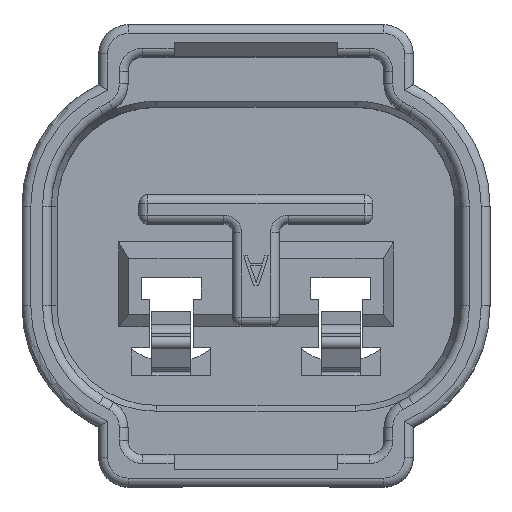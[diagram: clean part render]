
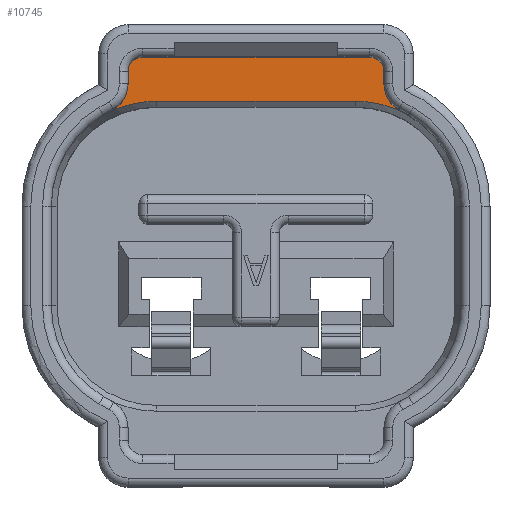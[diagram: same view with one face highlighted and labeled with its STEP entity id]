
A CAD part, top view. The second image highlights one B-rep face of the part: STEP entity #10745.
In plain terms, the highlighted planar face has unit normal (0, 0, 1).
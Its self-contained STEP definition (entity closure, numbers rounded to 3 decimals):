
#16 = EDGE_CURVE ( 'NONE', #8668, #10066, #12805, .T. ) ;
#110 = LINE ( 'NONE', #11884, #6230 ) ;
#140 = CARTESIAN_POINT ( 'NONE',  ( 3.875, 6.3, 5.75 ) ) ;
#182 = AXIS2_PLACEMENT_3D ( 'NONE', #12204, #7282, #1109 ) ;
#208 = DIRECTION ( 'NONE',  ( 0., 0., 1. ) ) ;
#280 = CARTESIAN_POINT ( 'NONE',  ( 3.875, 6.8, 5.75 ) ) ;
#433 = VECTOR ( 'NONE', #10907, 1000. ) ;
#561 = CARTESIAN_POINT ( 'NONE',  ( -4.87, 5.01, 5.75 ) ) ;
#792 = LINE ( 'NONE', #7698, #1265 ) ;
#900 = VERTEX_POINT ( 'NONE', #11120 ) ;
#1057 = ORIENTED_EDGE ( 'NONE', *, *, #2831, .T. ) ;
#1072 = CARTESIAN_POINT ( 'NONE',  ( 5.375, 5.874, 5.75 ) ) ;
#1109 = DIRECTION ( 'NONE',  ( 0., 1., 0. ) ) ;
#1207 = CARTESIAN_POINT ( 'NONE',  ( -2.5, 6.8, 5.75 ) ) ;
#1265 = VECTOR ( 'NONE', #5932, 1000. ) ;
#1269 = LINE ( 'NONE', #280, #6807 ) ;
#1288 = PLANE ( 'NONE',  #5400 ) ;
#1438 = DIRECTION ( 'NONE',  ( 0., 0., -1. ) ) ;
#1578 = CARTESIAN_POINT ( 'NONE',  ( 4.375, 6.3, 5.75 ) ) ;
#1604 = CARTESIAN_POINT ( 'NONE',  ( -3.875, 6.3, 5.75 ) ) ;
#1802 = DIRECTION ( 'NONE',  ( 0., 1., 0. ) ) ;
#1871 = VECTOR ( 'NONE', #2619, 1000. ) ;
#1911 = EDGE_CURVE ( 'NONE', #6852, #4146, #5504, .T. ) ;
#2016 = ORIENTED_EDGE ( 'NONE', *, *, #8581, .T. ) ;
#2238 = ORIENTED_EDGE ( 'NONE', *, *, #4649, .T. ) ;
#2256 = ORIENTED_EDGE ( 'NONE', *, *, #10240, .T. ) ;
#2267 = ORIENTED_EDGE ( 'NONE', *, *, #16, .T. ) ;
#2285 = DIRECTION ( 'NONE',  ( 1., 0., 0. ) ) ;
#2303 = CIRCLE ( 'NONE', #6480, 1. ) ;
#2525 = CARTESIAN_POINT ( 'NONE',  ( 5.217, 4.808, 5.75 ) ) ;
#2540 = ORIENTED_EDGE ( 'NONE', *, *, #6024, .T. ) ;
#2619 = DIRECTION ( 'NONE',  ( 0., 1., 0. ) ) ;
#2753 = AXIS2_PLACEMENT_3D ( 'NONE', #8060, #10215, #5049 ) ;
#2831 = EDGE_CURVE ( 'NONE', #8258, #9882, #6171, .T. ) ;
#2867 = ORIENTED_EDGE ( 'NONE', *, *, #6218, .T. ) ;
#2874 = EDGE_CURVE ( 'NONE', #9882, #900, #1269, .T. ) ;
#3096 = CARTESIAN_POINT ( 'NONE',  ( -2.5, 6.8, 5.75 ) ) ;
#3128 = ORIENTED_EDGE ( 'NONE', *, *, #1911, .T. ) ;
#3207 = AXIS2_PLACEMENT_3D ( 'NONE', #1604, #5612, #1802 ) ;
#3258 = CARTESIAN_POINT ( 'NONE',  ( -3.875, 6.8, 5.75 ) ) ;
#3375 = CARTESIAN_POINT ( 'NONE',  ( 3.4, 5.3, 5.75 ) ) ;
#3419 = CARTESIAN_POINT ( 'NONE',  ( -3.4, 5.3, 5.75 ) ) ;
#3445 = DIRECTION ( 'NONE',  ( 0., -1., 0. ) ) ;
#3668 = DIRECTION ( 'NONE',  ( -0.863, -0.505, 0. ) ) ;
#3671 = CARTESIAN_POINT ( 'NONE',  ( -5.375, 5.874, 5.75 ) ) ;
#4146 = VERTEX_POINT ( 'NONE', #7467 ) ;
#4151 = EDGE_CURVE ( 'NONE', #4728, #8668, #6551, .T. ) ;
#4181 = CARTESIAN_POINT ( 'NONE',  ( 0., 0., 5.75 ) ) ;
#4300 = LINE ( 'NONE', #5350, #7181 ) ;
#4649 = EDGE_CURVE ( 'NONE', #9284, #4728, #6716, .T. ) ;
#4728 = VERTEX_POINT ( 'NONE', #561 ) ;
#5011 = ORIENTED_EDGE ( 'NONE', *, *, #4151, .T. ) ;
#5049 = DIRECTION ( 'NONE',  ( -0.505, 0.863, 0. ) ) ;
#5298 = VERTEX_POINT ( 'NONE', #5921 ) ;
#5350 = CARTESIAN_POINT ( 'NONE',  ( -4.375, 6.3, 5.75 ) ) ;
#5400 = AXIS2_PLACEMENT_3D ( 'NONE', #4181, #6215, #2285 ) ;
#5455 = DIRECTION ( 'NONE',  ( -0.505, -0.863, 0. ) ) ;
#5504 = CIRCLE ( 'NONE', #3207, 0.5 ) ;
#5575 = ORIENTED_EDGE ( 'NONE', *, *, #12619, .T. ) ;
#5612 = DIRECTION ( 'NONE',  ( 0., 0., 1. ) ) ;
#5728 = VECTOR ( 'NONE', #11284, 1000. ) ;
#5921 = CARTESIAN_POINT ( 'NONE',  ( 4.87, 5.01, 5.75 ) ) ;
#5932 = DIRECTION ( 'NONE',  ( -1., 0., 0. ) ) ;
#6024 = EDGE_CURVE ( 'NONE', #9697, #7415, #11521, .T. ) ;
#6137 = DIRECTION ( 'NONE',  ( -1., 0., 0. ) ) ;
#6171 = CIRCLE ( 'NONE', #8052, 0.5 ) ;
#6192 = VERTEX_POINT ( 'NONE', #10255 ) ;
#6215 = DIRECTION ( 'NONE',  ( 0., 0., 1. ) ) ;
#6218 = EDGE_CURVE ( 'NONE', #4146, #9284, #4300, .T. ) ;
#6230 = VECTOR ( 'NONE', #10100, 1000. ) ;
#6480 = AXIS2_PLACEMENT_3D ( 'NONE', #1072, #1438, #5455 ) ;
#6551 = LINE ( 'NONE', #11672, #7061 ) ;
#6716 = CIRCLE ( 'NONE', #12376, 1. ) ;
#6807 = VECTOR ( 'NONE', #6137, 1000. ) ;
#6852 = VERTEX_POINT ( 'NONE', #3258 ) ;
#7061 = VECTOR ( 'NONE', #3668, 1000. ) ;
#7141 = EDGE_LOOP ( 'NONE', ( #2256, #8488, #3128, #2867, #2238, #5011, #2267, #2016, #2540, #10311, #5575, #10739, #1057, #8572 ) ) ;
#7181 = VECTOR ( 'NONE', #3445, 1000. ) ;
#7282 = DIRECTION ( 'NONE',  ( 0., 0., -1. ) ) ;
#7415 = VERTEX_POINT ( 'NONE', #2525 ) ;
#7467 = CARTESIAN_POINT ( 'NONE',  ( -4.375, 6.3, 5.75 ) ) ;
#7476 = EDGE_CURVE ( 'NONE', #11185, #6852, #12948, .T. ) ;
#7501 = CARTESIAN_POINT ( 'NONE',  ( -3.4, 5.3, 5.75 ) ) ;
#7698 = CARTESIAN_POINT ( 'NONE',  ( 2.5, 6.8, 5.75 ) ) ;
#8052 = AXIS2_PLACEMENT_3D ( 'NONE', #140, #208, #9338 ) ;
#8060 = CARTESIAN_POINT ( 'NONE',  ( -3.4, 1.7, 5.75 ) ) ;
#8258 = VERTEX_POINT ( 'NONE', #1578 ) ;
#8388 = CARTESIAN_POINT ( 'NONE',  ( -5.217, 4.808, 5.75 ) ) ;
#8488 = ORIENTED_EDGE ( 'NONE', *, *, #7476, .T. ) ;
#8572 = ORIENTED_EDGE ( 'NONE', *, *, #2874, .T. ) ;
#8581 = EDGE_CURVE ( 'NONE', #10066, #9697, #12276, .T. ) ;
#8628 = CARTESIAN_POINT ( 'NONE',  ( 4.375, 5.874, 5.75 ) ) ;
#8668 = VERTEX_POINT ( 'NONE', #8388 ) ;
#8767 = DIRECTION ( 'NONE',  ( 0., 0., -1. ) ) ;
#9083 = CARTESIAN_POINT ( 'NONE',  ( -4.375, 5.874, 5.75 ) ) ;
#9284 = VERTEX_POINT ( 'NONE', #9083 ) ;
#9338 = DIRECTION ( 'NONE',  ( 1., 0., 0. ) ) ;
#9529 = CARTESIAN_POINT ( 'NONE',  ( 3.875, 6.8, 5.75 ) ) ;
#9551 = LINE ( 'NONE', #8628, #1871 ) ;
#9697 = VERTEX_POINT ( 'NONE', #3375 ) ;
#9882 = VERTEX_POINT ( 'NONE', #9529 ) ;
#10066 = VERTEX_POINT ( 'NONE', #7501 ) ;
#10100 = DIRECTION ( 'NONE',  ( -0.863, 0.505, 0. ) ) ;
#10215 = DIRECTION ( 'NONE',  ( 0., 0., -1. ) ) ;
#10240 = EDGE_CURVE ( 'NONE', #900, #11185, #792, .T. ) ;
#10255 = CARTESIAN_POINT ( 'NONE',  ( 4.375, 5.874, 5.75 ) ) ;
#10311 = ORIENTED_EDGE ( 'NONE', *, *, #12847, .T. ) ;
#10739 = ORIENTED_EDGE ( 'NONE', *, *, #12266, .T. ) ;
#10745 = ADVANCED_FACE ( 'NONE', ( #11340 ), #1288, .T. ) ;
#10907 = DIRECTION ( 'NONE',  ( -1., 0., 0. ) ) ;
#11120 = CARTESIAN_POINT ( 'NONE',  ( 2.5, 6.8, 5.75 ) ) ;
#11185 = VERTEX_POINT ( 'NONE', #1207 ) ;
#11284 = DIRECTION ( 'NONE',  ( 1., 0., 0. ) ) ;
#11340 = FACE_OUTER_BOUND ( 'NONE', #7141, .T. ) ;
#11521 = CIRCLE ( 'NONE', #182, 3.6 ) ;
#11672 = CARTESIAN_POINT ( 'NONE',  ( -4.87, 5.01, 5.75 ) ) ;
#11675 = DIRECTION ( 'NONE',  ( 1., 0., 0. ) ) ;
#11884 = CARTESIAN_POINT ( 'NONE',  ( 5.217, 4.808, 5.75 ) ) ;
#12204 = CARTESIAN_POINT ( 'NONE',  ( 3.4, 1.7, 5.75 ) ) ;
#12266 = EDGE_CURVE ( 'NONE', #6192, #8258, #9551, .T. ) ;
#12276 = LINE ( 'NONE', #3419, #5728 ) ;
#12376 = AXIS2_PLACEMENT_3D ( 'NONE', #3671, #8767, #11675 ) ;
#12619 = EDGE_CURVE ( 'NONE', #5298, #6192, #2303, .T. ) ;
#12805 = CIRCLE ( 'NONE', #2753, 3.6 ) ;
#12847 = EDGE_CURVE ( 'NONE', #7415, #5298, #110, .T. ) ;
#12948 = LINE ( 'NONE', #3096, #433 ) ;
